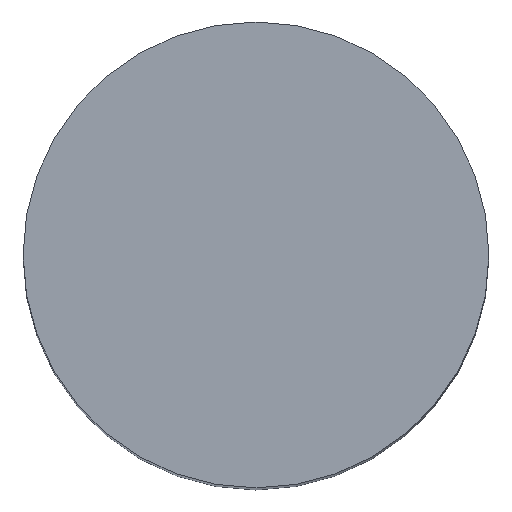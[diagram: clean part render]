
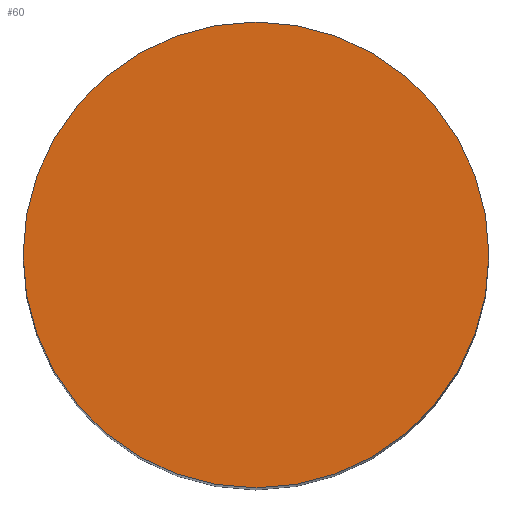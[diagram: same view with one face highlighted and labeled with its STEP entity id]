
A CAD part, top view. The second image highlights one B-rep face of the part: STEP entity #60.
In plain terms, the highlighted planar face has unit normal (0, 0, 1).
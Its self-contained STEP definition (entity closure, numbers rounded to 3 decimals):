
#4 = CARTESIAN_POINT ( 'NONE',  ( 0., 0., 11.125 ) ) ;
#12 = DIRECTION ( 'NONE',  ( 0., 0., 1. ) ) ;
#25 = DIRECTION ( 'NONE',  ( 0., 0., 1. ) ) ;
#27 = DIRECTION ( 'NONE',  ( 1., 0., 0. ) ) ;
#30 = FACE_OUTER_BOUND ( 'NONE', #116, .T. ) ;
#45 = VERTEX_POINT ( 'NONE', #98 ) ;
#50 = CARTESIAN_POINT ( 'NONE',  ( 0., 0., 11.125 ) ) ;
#55 = VERTEX_POINT ( 'NONE', #117 ) ;
#60 = ADVANCED_FACE ( 'NONE', ( #30 ), #126, .T. ) ;
#63 = EDGE_CURVE ( 'NONE', #45, #55, #66, .T. ) ;
#66 = CIRCLE ( 'NONE', #93, 4.25 ) ;
#78 = ORIENTED_EDGE ( 'NONE', *, *, #99, .T. ) ;
#93 = AXIS2_PLACEMENT_3D ( 'NONE', #166, #114, #27 ) ;
#98 = CARTESIAN_POINT ( 'NONE',  ( 4.25, 0., 11.125 ) ) ;
#99 = EDGE_CURVE ( 'NONE', #55, #45, #174, .T. ) ;
#111 = DIRECTION ( 'NONE',  ( 1., 0., 0. ) ) ;
#114 = DIRECTION ( 'NONE',  ( 0., 0., 1. ) ) ;
#116 = EDGE_LOOP ( 'NONE', ( #78, #162 ) ) ;
#117 = CARTESIAN_POINT ( 'NONE',  ( -4.25, 0., 11.125 ) ) ;
#126 = PLANE ( 'NONE',  #144 ) ;
#137 = DIRECTION ( 'NONE',  ( 1., 0., 0. ) ) ;
#144 = AXIS2_PLACEMENT_3D ( 'NONE', #4, #25, #137 ) ;
#148 = AXIS2_PLACEMENT_3D ( 'NONE', #50, #12, #111 ) ;
#162 = ORIENTED_EDGE ( 'NONE', *, *, #63, .T. ) ;
#166 = CARTESIAN_POINT ( 'NONE',  ( 0., 0., 11.125 ) ) ;
#174 = CIRCLE ( 'NONE', #148, 4.25 ) ;
